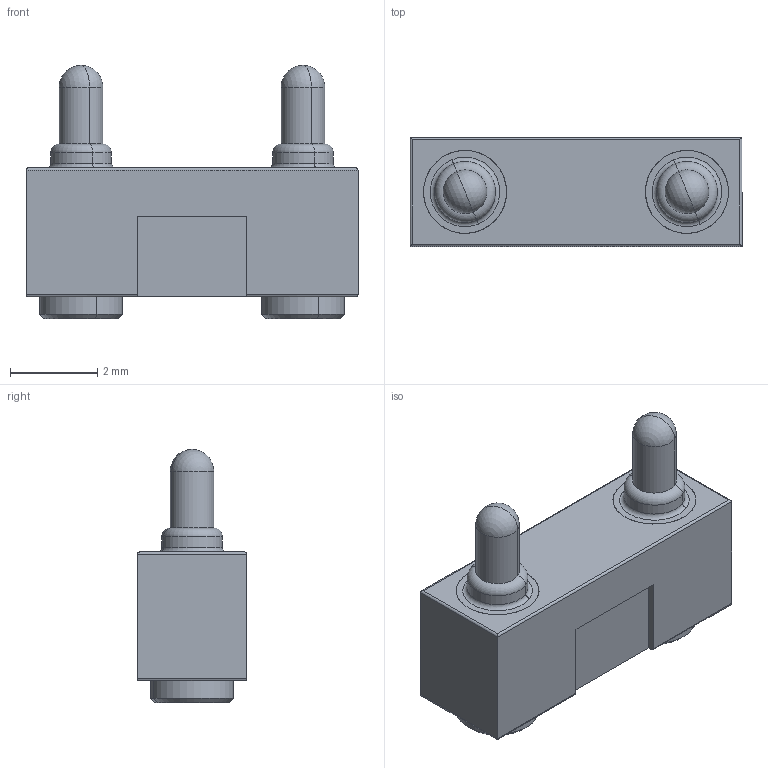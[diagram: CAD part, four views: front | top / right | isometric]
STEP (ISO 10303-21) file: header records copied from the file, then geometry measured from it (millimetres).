
FILE_DESCRIPTION (( 'STEP AP214' ), '1' );
FILE_NAME ('UEBK-12894.STEP', '2020-08-04T10:02:00', ( '' ), ( '' ), 'SwSTEP 2.0', 'SolidWorks 2020', '' );
FILE_SCHEMA (( 'AUTOMOTIVE_DESIGN' ));
Length unit declared in the file: millimetre
Products named in the file (3): UEBK-12894-Gehäuse; UEBK-12894-Pin; UEBK-12894
Assembly tree (3 placements, depth 2):
  UEBK-12894
    UEBK-12894-Gehäuse
    UEBK-12894-Pin  x2
Bounding box: 7.6 x 2.5 x 5.8 mm (x, y, z)
Volume: 61.6 mm3; surface area: 187 mm2
Topology: 3 solids, 3 shells, 60 faces, 138 edges, 82 vertices
Faces by surface type: cylinder 26, plane 18, torus 8, cone 4, sphere 4
Entity records: 1348 total; most frequent: CARTESIAN_POINT 235, DIRECTION 226, ORIENTED_EDGE 200, EDGE_CURVE 100, AXIS2_PLACEMENT_3D 84, VERTEX_POINT 61, LINE 58, VECTOR 58
